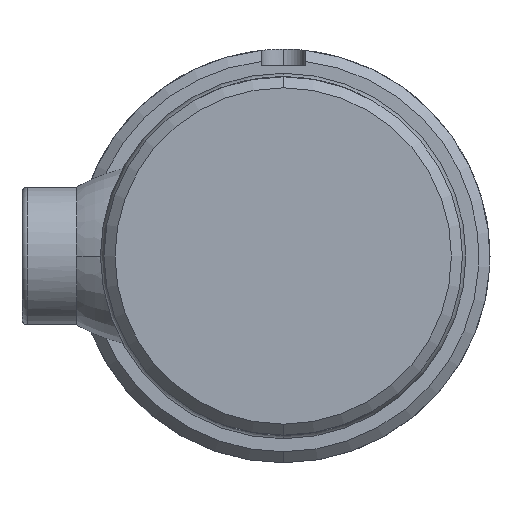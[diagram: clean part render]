
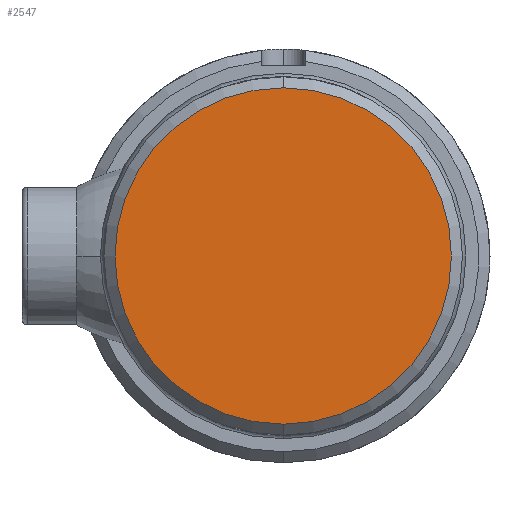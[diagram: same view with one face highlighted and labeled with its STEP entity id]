
A CAD part, left-side view. The second image highlights one B-rep face of the part: STEP entity #2547.
In plain terms, the highlighted planar face has unit normal (-1, 0, 0).
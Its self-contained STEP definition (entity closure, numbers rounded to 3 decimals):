
#96 = DIRECTION ( 'NONE',  ( 0., 0., -1. ) ) ;
#107 = ORIENTED_EDGE ( 'NONE', *, *, #558, .T. ) ;
#149 = AXIS2_PLACEMENT_3D ( 'NONE', #2527, #947, #2295 ) ;
#401 = DIRECTION ( 'NONE',  ( 1., 0., 0. ) ) ;
#423 = DIRECTION ( 'NONE',  ( 0., 0., -1. ) ) ;
#518 = EDGE_CURVE ( 'NONE', #895, #831, #612, .T. ) ;
#538 = ORIENTED_EDGE ( 'NONE', *, *, #518, .T. ) ;
#558 = EDGE_CURVE ( 'NONE', #831, #895, #776, .T. ) ;
#612 = CIRCLE ( 'NONE', #842, 30.5 ) ;
#776 = CIRCLE ( 'NONE', #149, 30.5 ) ;
#807 = CARTESIAN_POINT ( 'NONE',  ( 0., 0., -30.5 ) ) ;
#831 = VERTEX_POINT ( 'NONE', #1965 ) ;
#842 = AXIS2_PLACEMENT_3D ( 'NONE', #1184, #1351, #96 ) ;
#895 = VERTEX_POINT ( 'NONE', #807 ) ;
#947 = DIRECTION ( 'NONE',  ( -1., 0., 0. ) ) ;
#1184 = CARTESIAN_POINT ( 'NONE',  ( 0., 0., 0. ) ) ;
#1320 = AXIS2_PLACEMENT_3D ( 'NONE', #2556, #401, #423 ) ;
#1351 = DIRECTION ( 'NONE',  ( -1., 0., 0. ) ) ;
#1614 = PLANE ( 'NONE',  #1320 ) ;
#1889 = FACE_OUTER_BOUND ( 'NONE', #2561, .T. ) ;
#1965 = CARTESIAN_POINT ( 'NONE',  ( 0., 0., 30.5 ) ) ;
#2295 = DIRECTION ( 'NONE',  ( 0., 0., -1. ) ) ;
#2527 = CARTESIAN_POINT ( 'NONE',  ( 0., 0., 0. ) ) ;
#2547 = ADVANCED_FACE ( 'NONE', ( #1889 ), #1614, .F. ) ;
#2556 = CARTESIAN_POINT ( 'NONE',  ( 0., 0., 0. ) ) ;
#2561 = EDGE_LOOP ( 'NONE', ( #538, #107 ) ) ;
